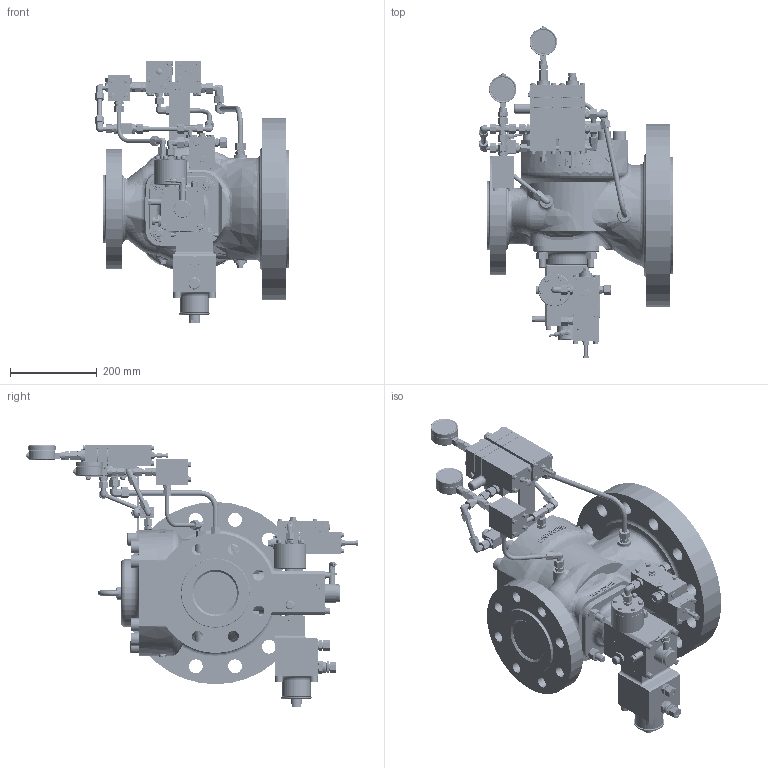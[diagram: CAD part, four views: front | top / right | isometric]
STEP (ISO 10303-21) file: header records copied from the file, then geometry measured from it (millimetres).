
FILE_DESCRIPTION (( 'STEP AP214' ), '1' );
FILE_NAME ('HON5020_DN100_DN200_class600_630_671_R_K16.STEP', '2021-10-07T07:45:25', ( '' ), ( '' ), 'SwSTEP 2.0', 'SolidWorks 2019', '' );
FILE_SCHEMA (( 'AUTOMOTIVE_DESIGN' ));
Length unit declared in the file: millimetre
Products named in the file (1): HON5020_DN100_DN200_class600_630_671_R_K16
Bounding box: 448.07 x 764.48 x 604.82 mm (x, y, z)
Volume: 33364988.7 mm3; surface area: 1557083.4 mm2
Topology: 22 solids, 22 shells, 5328 faces, 12255 edges, 7430 vertices
Faces by surface type: plane 2136, cone 1266, cylinder 1138, bspline 523, torus 216, sphere 49
Entity records: 337689 total; most frequent: CARTESIAN_POINT 220585, ORIENTED_EDGE 24464, DIRECTION 22511, EDGE_CURVE 12232, AXIS2_PLACEMENT_3D 9047, VERTEX_POINT 7428, EDGE_LOOP 5926, ADVANCED_FACE 5328
